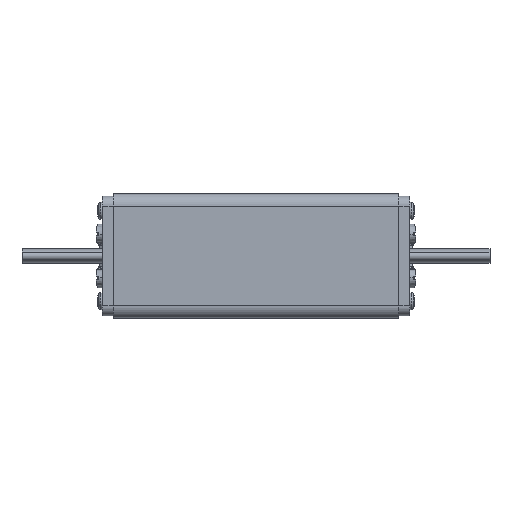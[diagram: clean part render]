
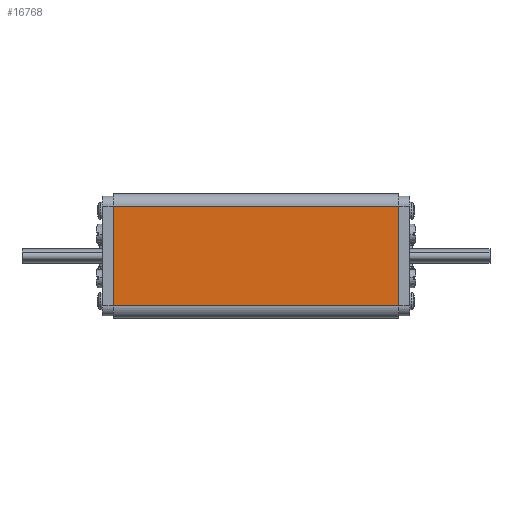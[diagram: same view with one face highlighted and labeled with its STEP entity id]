
A CAD part, front view. The second image highlights one B-rep face of the part: STEP entity #16768.
In plain terms, the highlighted planar face has unit normal (0, -1, 0).
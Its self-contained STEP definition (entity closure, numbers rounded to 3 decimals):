
#34=DIRECTION('',(0.,0.,-1.));
#35=VECTOR('',#34,41.);
#36=CARTESIAN_POINT('',(-58.5,-25.5,20.5));
#37=LINE('',#36,#35);
#74=DIRECTION('',(-1.,0.,0.));
#75=VECTOR('',#74,117.);
#76=CARTESIAN_POINT('',(58.5,-25.5,-20.5));
#77=LINE('',#76,#75);
#78=DIRECTION('',(-1.,0.,0.));
#79=VECTOR('',#78,117.);
#80=CARTESIAN_POINT('',(58.5,-25.5,20.5));
#81=LINE('',#80,#79);
#111=DIRECTION('',(0.,0.,-1.));
#112=VECTOR('',#111,41.);
#113=CARTESIAN_POINT('',(58.5,-25.5,20.5));
#114=LINE('',#113,#112);
#15323=CARTESIAN_POINT('',(-58.5,-25.5,-20.5));
#15325=VERTEX_POINT('',#15323);
#15326=CARTESIAN_POINT('',(58.5,-25.5,-20.5));
#15327=VERTEX_POINT('',#15326);
#15346=CARTESIAN_POINT('',(-58.5,-25.5,20.5));
#15348=VERTEX_POINT('',#15346);
#15352=CARTESIAN_POINT('',(58.5,-25.5,20.5));
#15353=VERTEX_POINT('',#15352);
#16755=CARTESIAN_POINT('',(-58.5,-25.5,25.5));
#16756=DIRECTION('',(0.,-1.,0.));
#16757=DIRECTION('',(0.,0.,-1.));
#16758=AXIS2_PLACEMENT_3D('',#16755,#16756,#16757);
#16759=PLANE('',#16758);
#16760=ORIENTED_EDGE('',*,*,#16746,.T.);
#16761=ORIENTED_EDGE('',*,*,#16717,.F.);
#16763=ORIENTED_EDGE('',*,*,#16762,.F.);
#16765=ORIENTED_EDGE('',*,*,#16764,.T.);
#16766=EDGE_LOOP('',(#16760,#16761,#16763,#16765));
#16767=FACE_OUTER_BOUND('',#16766,.F.);
#16768=ADVANCED_FACE('',(#16767),#16759,.T.);
#16717=EDGE_CURVE('',#15348,#15325,#37,.T.);
#16746=EDGE_CURVE('',#15327,#15325,#77,.T.);
#16762=EDGE_CURVE('',#15353,#15348,#81,.T.);
#16764=EDGE_CURVE('',#15353,#15327,#114,.T.);
